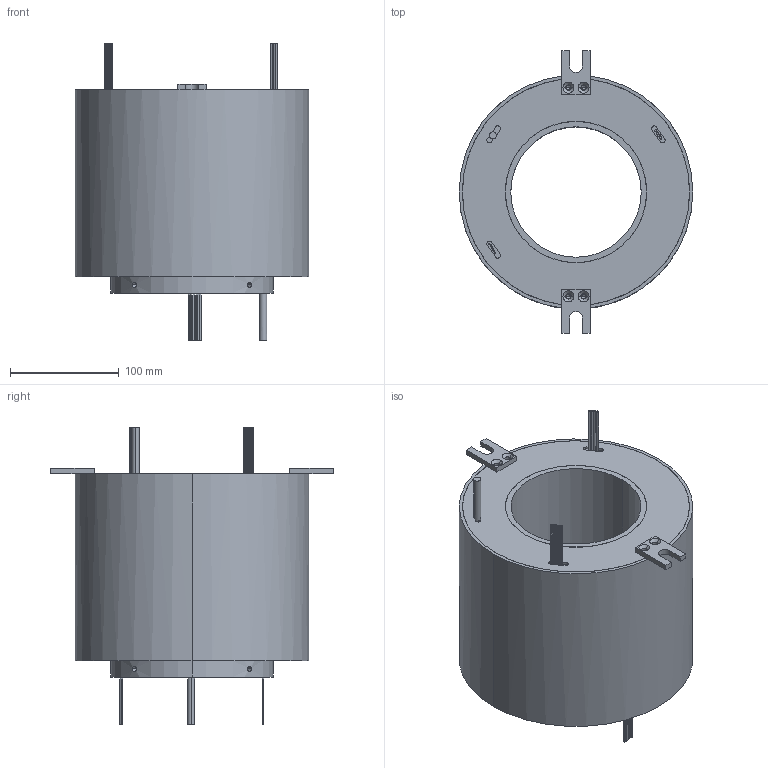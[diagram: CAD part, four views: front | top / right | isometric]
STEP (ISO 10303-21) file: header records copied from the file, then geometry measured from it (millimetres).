
FILE_DESCRIPTION (( 'STEP AP203' ), '1' );
FILE_NAME ('1.STEP', '2021-01-29T06:09:48', ( '微软用户' ), ( '微软中国' ), 'SwSTEP 2.0', 'SolidWorks 2014', '' );
FILE_SCHEMA (( 'CONFIG_CONTROL_DESIGN' ));
Length unit declared in the file: millimetre
Products named in the file (1): 1
Bounding box: 215 x 260 x 274 mm (x, y, z)
Volume: 4403767.4 mm3; surface area: 269985 mm2
Topology: 1 solids, 1 shells, 203 faces, 479 edges, 306 vertices
Faces by surface type: cylinder 115, plane 72, cone 16
Entity records: 6424 total; most frequent: CARTESIAN_POINT 1477, DIRECTION 1105, ORIENTED_EDGE 942, EDGE_CURVE 471, AXIS2_PLACEMENT_3D 446, VERTEX_POINT 306, EDGE_LOOP 253, CIRCLE 242
